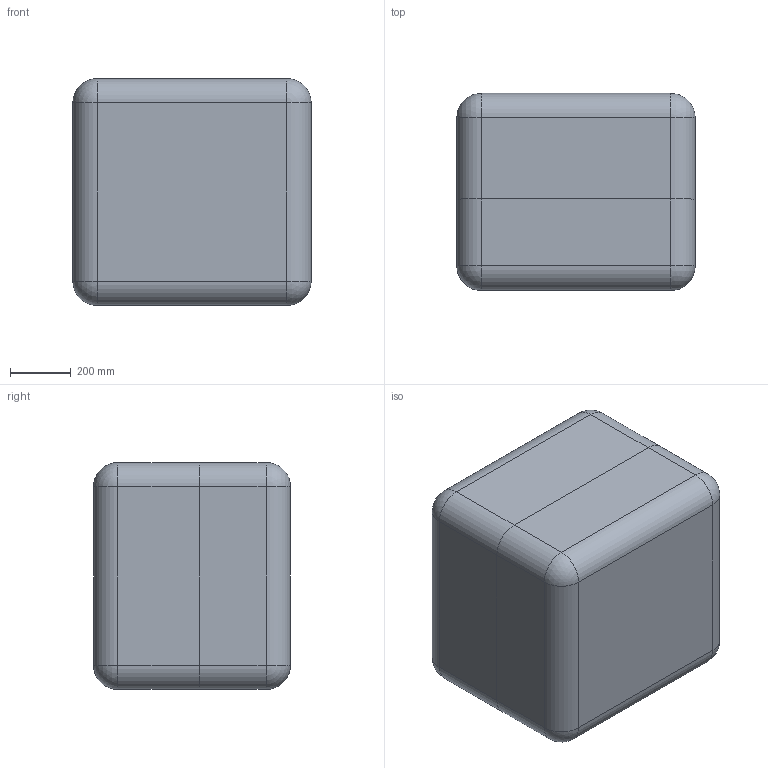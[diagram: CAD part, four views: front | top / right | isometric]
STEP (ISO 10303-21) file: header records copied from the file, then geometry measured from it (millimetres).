
FILE_DESCRIPTION (( 'STEP AP214' ), '1' );
FILE_NAME ('Êîíòåéíåð ÀÄÌÈÐÀË®ÏÐÎÔÅÑÑÈÎÍÀËÜÍÛÅ 097_óïðîùåííàÿ 3D-ìîäåëü.STEP', '2025-08-26T06:16:14', ( '' ), ( '' ), 'SwSTEP 2.0', 'SolidWorks 2021', '' );
FILE_SCHEMA (( 'AUTOMOTIVE_DESIGN' ));
Length unit declared in the file: millimetre
Products named in the file (3): Êîíòåéíåð ÀÄÌÈÐÀË®ÏÐÎÔÅÑÑÈÎÍÀËÜÍÛÅ 097_óïðîùåííàÿ 3D-ìîäåëü; êîðïóñ 06-H.01.0.097À óïð-1; êðûøêà 06-H.01.0.097À óïð-1
Assembly tree (2 placements, depth 2):
  Êîíòåéíåð ÀÄÌÈÐÀË®ÏÐÎÔÅÑÑÈÎÍÀËÜÍÛÅ 097_óïðîùåííàÿ 3D-ìîäåëü
    êîðïóñ 06-H.01.0.097À óïð-1
    êðûøêà 06-H.01.0.097À óïð-1
Bounding box: 782.58 x 646.97 x 745.44 mm (x, y, z)
Volume: 144749820.7 mm3; surface area: 6406661.7 mm2
Topology: 2 solids, 2 shells, 1497 faces, 3725 edges, 2151 vertices
Faces by surface type: cylinder 610, plane 318, bspline 292, torus 220, sphere 32, cone 25
Entity records: 67876 total; most frequent: CARTESIAN_POINT 34550, ORIENTED_EDGE 7266, DIRECTION 6811, EDGE_CURVE 3633, AXIS2_PLACEMENT_3D 2695, VERTEX_POINT 2151, EDGE_LOOP 1512, FACE_OUTER_BOUND 1497
